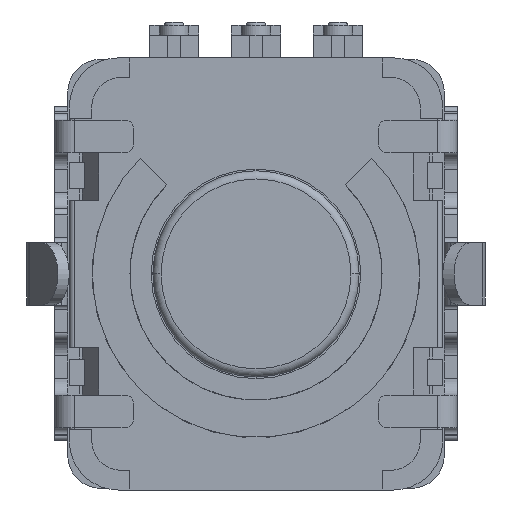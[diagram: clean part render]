
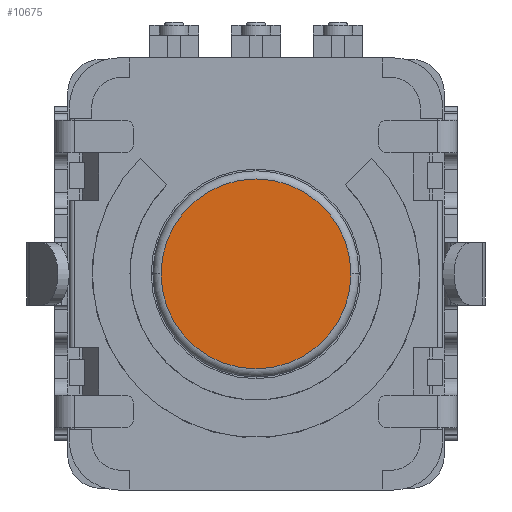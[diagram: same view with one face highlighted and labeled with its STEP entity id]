
A CAD part, front view. The second image highlights one B-rep face of the part: STEP entity #10675.
In plain terms, the highlighted planar face has unit normal (0, -1, 0).
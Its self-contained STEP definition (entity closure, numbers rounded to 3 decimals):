
#10524=CARTESIAN_POINT('',(0.,-2.5,0.));
#10525=DIRECTION('',(0.,1.,0.));
#10526=DIRECTION('',(1.,0.,0.));
#10527=AXIS2_PLACEMENT_3D('',#10524,#10525,#10526);
#10529=CARTESIAN_POINT('',(0.,-2.5,0.));
#10530=DIRECTION('',(0.,1.,0.));
#10531=DIRECTION('',(-1.,0.,0.));
#10532=AXIS2_PLACEMENT_3D('',#10529,#10530,#10531);
#10640=CARTESIAN_POINT('',(2.9,-2.5,0.));
#10641=CARTESIAN_POINT('',(-2.9,-2.5,0.));
#10642=VERTEX_POINT('',#10640);
#10643=VERTEX_POINT('',#10641);
#10664=CARTESIAN_POINT('',(0.,-2.5,0.));
#10665=DIRECTION('',(0.,-1.,0.));
#10666=DIRECTION('',(-1.,0.,0.));
#10667=AXIS2_PLACEMENT_3D('',#10664,#10665,#10666);
#10668=PLANE('',#10667);
#10670=ORIENTED_EDGE('',*,*,#10669,.T.);
#10672=ORIENTED_EDGE('',*,*,#10671,.T.);
#10673=EDGE_LOOP('',(#10670,#10672));
#10674=FACE_OUTER_BOUND('',#10673,.F.);
#10528=CIRCLE('',#10527,2.9);
#10533=CIRCLE('',#10532,2.9);
#10669=EDGE_CURVE('',#10642,#10643,#10528,.T.);
#10671=EDGE_CURVE('',#10643,#10642,#10533,.T.);
#10675=ADVANCED_FACE('',(#10674),#10668,.T.);
